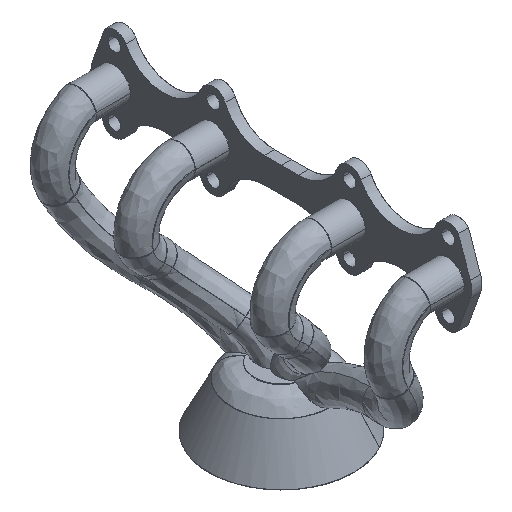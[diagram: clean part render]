
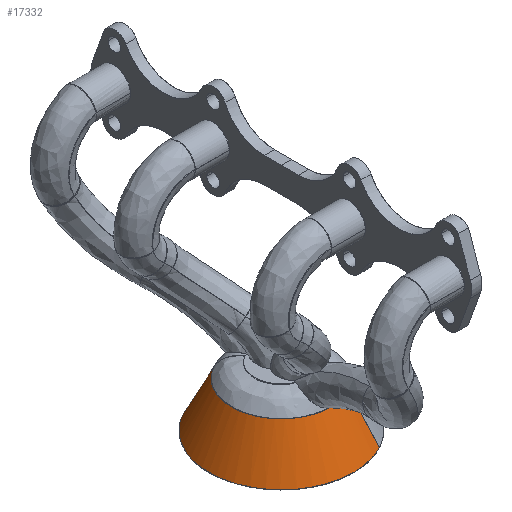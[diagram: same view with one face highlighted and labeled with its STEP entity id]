
A CAD part, isometric view. The second image highlights one B-rep face of the part: STEP entity #17332.
In plain terms, the highlighted free-form (B-spline) face has degree [2, 1] with [5, 2] control points.
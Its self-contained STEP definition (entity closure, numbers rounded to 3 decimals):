
#17332 = ADVANCED_FACE('',(#17333),#17409,.T.);
#17333 = FACE_BOUND('',#17334,.T.);
#17334 = EDGE_LOOP('',(#17335,#17369,#17376,#17386,#17396,#17404));
#17335 = ORIENTED_EDGE('',*,*,#17336,.T.);
#17336 = EDGE_CURVE('',#17337,#17339,#17341,.T.);
#17337 = VERTEX_POINT('',#17338);
#17338 = CARTESIAN_POINT('',(52.668,-96.408,
    -329.57));
#17339 = VERTEX_POINT('',#17340);
#17340 = CARTESIAN_POINT('',(-52.668,96.408,
    -329.57));
#17341 = B_SPLINE_CURVE_WITH_KNOTS('',5,(#17342,#17343,#17344,#17345,
    #17346,#17347,#17348,#17349,#17350,#17351,#17352,#17353,#17354,
    #17355,#17356,#17357,#17358,#17359,#17360,#17361,#17362,#17363,
    #17364,#17365,#17366,#17367,#17368),.UNSPECIFIED.,.F.,.F.,(6,3,3,3,3
    ,3,3,3,6),(0.,63.664,128.438,136.87,145.302,
    153.734,162.166,224.717,287.268),.UNSPECIFIED.);
#17342 = CARTESIAN_POINT('',(52.668,-96.408,
    -329.57));
#17343 = CARTESIAN_POINT('',(40.553,-103.027,
    -329.57));
#17344 = CARTESIAN_POINT('',(27.398,-107.742,
    -329.57));
#17345 = CARTESIAN_POINT('',(13.602,-110.336,
    -329.57));
#17346 = CARTESIAN_POINT('',(-14.58,-111.111,
    -329.57));
#17347 = CARTESIAN_POINT('',(-41.633,-103.132,
    -329.57));
#17348 = CARTESIAN_POINT('',(-54.514,-96.942,
    -329.57));
#17349 = CARTESIAN_POINT('',(-67.698,-87.744,
    -329.57));
#17350 = CARTESIAN_POINT('',(-78.892,-76.483,
    -329.57));
#17351 = CARTESIAN_POINT('',(-80.533,-74.795,
    -329.57));
#17352 = CARTESIAN_POINT('',(-84.588,-70.33,
    -329.57));
#17353 = CARTESIAN_POINT('',(-89.689,-63.661,
    -329.57));
#17354 = CARTESIAN_POINT('',(-92.378,-59.768,
    -329.57));
#17355 = CARTESIAN_POINT('',(-97.513,-51.205,
    -329.57));
#17356 = CARTESIAN_POINT('',(-101.647,-42.117,
    -329.57));
#17357 = CARTESIAN_POINT('',(-103.325,-37.693,
    -329.57));
#17358 = CARTESIAN_POINT('',(-105.919,-29.707,
    -329.57));
#17359 = CARTESIAN_POINT('',(-107.293,-23.835,
    -329.57));
#17360 = CARTESIAN_POINT('',(-107.751,-21.525,
    -329.57));
#17361 = CARTESIAN_POINT('',(-110.578,-6.392,
    -329.57));
#17362 = CARTESIAN_POINT('',(-110.745,9.182,
    -329.57));
#17363 = CARTESIAN_POINT('',(-108.757,22.822,
    -329.57));
#17364 = CARTESIAN_POINT('',(-100.636,49.042,
    -329.57));
#17365 = CARTESIAN_POINT('',(-84.989,71.594,
    -329.57));
#17366 = CARTESIAN_POINT('',(-75.471,81.566,
    -329.57));
#17367 = CARTESIAN_POINT('',(-64.572,89.906,
    -329.57));
#17368 = CARTESIAN_POINT('',(-52.668,96.408,
    -329.57));
#17369 = ORIENTED_EDGE('',*,*,#17370,.T.);
#17370 = EDGE_CURVE('',#17339,#17371,#17373,.T.);
#17371 = VERTEX_POINT('',#17372);
#17372 = CARTESIAN_POINT('',(-36.119,66.115,
    -260.533));
#17373 = B_SPLINE_CURVE_WITH_KNOTS('',1,(#17374,#17375),.UNSPECIFIED.,
  .F.,.F.,(2,2),(0.,59.721),.PIECEWISE_BEZIER_KNOTS.);
#17374 = CARTESIAN_POINT('',(-52.668,96.408,
    -329.57));
#17375 = CARTESIAN_POINT('',(-36.119,66.115,
    -260.533));
#17376 = ORIENTED_EDGE('',*,*,#17377,.T.);
#17377 = EDGE_CURVE('',#17371,#17378,#17380,.T.);
#17378 = VERTEX_POINT('',#17379);
#17379 = CARTESIAN_POINT('',(-1.599,-75.321,
    -260.533));
#17380 = ( BOUNDED_CURVE() B_SPLINE_CURVE(2,(#17381,#17382,#17383,#17384
,#17385),.UNSPECIFIED.,.F.,.F.) B_SPLINE_CURVE_WITH_KNOTS((3,2,3),(0.,
1.31,2.62),.PIECEWISE_BEZIER_KNOTS.) CURVE() 
GEOMETRIC_REPRESENTATION_ITEM() RATIONAL_B_SPLINE_CURVE((1.,
0.793,1.,0.793,1.)) REPRESENTATION_ITEM('') );
#17381 = CARTESIAN_POINT('',(-36.119,66.115,
    -260.533));
#17382 = CARTESIAN_POINT('',(-86.913,38.366,
    -260.533));
#17383 = CARTESIAN_POINT('',(-73.19,-17.863,
    -260.533));
#17384 = CARTESIAN_POINT('',(-59.466,-74.092,
    -260.533));
#17385 = CARTESIAN_POINT('',(-1.599,-75.321,
    -260.533));
#17386 = ORIENTED_EDGE('',*,*,#17387,.T.);
#17387 = EDGE_CURVE('',#17378,#17388,#17390,.T.);
#17388 = VERTEX_POINT('',#17389);
#17389 = CARTESIAN_POINT('',(11.413,-74.469,
    -260.533));
#17390 = B_SPLINE_CURVE_WITH_KNOTS('',4,(#17391,#17392,#17393,#17394,
    #17395),.UNSPECIFIED.,.F.,.F.,(5,5),(0.,14.927),
  .PIECEWISE_BEZIER_KNOTS.);
#17391 = CARTESIAN_POINT('',(-1.599,-75.321,
    -260.533));
#17392 = CARTESIAN_POINT('',(1.602,-75.72,
    -261.194));
#17393 = CARTESIAN_POINT('',(4.947,-75.721,
    -261.418));
#17394 = CARTESIAN_POINT('',(8.267,-75.283,
    -261.189));
#17395 = CARTESIAN_POINT('',(11.413,-74.469,
    -260.533));
#17396 = ORIENTED_EDGE('',*,*,#17397,.T.);
#17397 = EDGE_CURVE('',#17388,#17398,#17400,.T.);
#17398 = VERTEX_POINT('',#17399);
#17399 = CARTESIAN_POINT('',(36.119,-66.115,
    -260.533));
#17400 = ( BOUNDED_CURVE() B_SPLINE_CURVE(2,(#17401,#17402,#17403),
.UNSPECIFIED.,.F.,.F.) B_SPLINE_CURVE_WITH_KNOTS((3,3),(0.,
0.348),.PIECEWISE_BEZIER_KNOTS.) CURVE() 
GEOMETRIC_REPRESENTATION_ITEM() RATIONAL_B_SPLINE_CURVE((1.,
0.985,1.)) REPRESENTATION_ITEM('') );
#17401 = CARTESIAN_POINT('',(11.413,-74.469,
    -260.533));
#17402 = CARTESIAN_POINT('',(24.5,-72.463,
    -260.533));
#17403 = CARTESIAN_POINT('',(36.119,-66.115,
    -260.533));
#17404 = ORIENTED_EDGE('',*,*,#17405,.T.);
#17405 = EDGE_CURVE('',#17398,#17337,#17406,.T.);
#17406 = B_SPLINE_CURVE_WITH_KNOTS('',1,(#17407,#17408),.UNSPECIFIED.,
  .F.,.F.,(2,2),(0.,59.721),.PIECEWISE_BEZIER_KNOTS.);
#17407 = CARTESIAN_POINT('',(36.119,-66.115,
    -260.533));
#17408 = CARTESIAN_POINT('',(52.668,-96.408,
    -329.57));
#17409 = ( BOUNDED_SURFACE() B_SPLINE_SURFACE(2,1,(
    (#17410,#17411)
    ,(#17412,#17413)
    ,(#17414,#17415)
    ,(#17416,#17417)
    ,(#17418,#17419
)),.UNSPECIFIED.,.F.,.F.,.F.) B_SPLINE_SURFACE_WITH_KNOTS((3,2,3),(2,2),
  (0.,1.571,3.142),(0.001,59.723)
,.PIECEWISE_BEZIER_KNOTS.) GEOMETRIC_REPRESENTATION_ITEM() 
RATIONAL_B_SPLINE_SURFACE((
    (1.,1.)
    ,(0.707,0.707)
    ,(1.,1.)
    ,(0.707,0.707)
,(1.,1.))) REPRESENTATION_ITEM('') SURFACE() );
#17410 = CARTESIAN_POINT('',(-36.119,66.115,
    -260.533));
#17411 = CARTESIAN_POINT('',(-52.668,96.408,
    -329.57));
#17412 = CARTESIAN_POINT('',(-102.235,29.996,
    -260.533));
#17413 = CARTESIAN_POINT('',(-149.076,43.74,
    -329.57));
#17414 = CARTESIAN_POINT('',(-66.115,-36.119,
    -260.533));
#17415 = CARTESIAN_POINT('',(-96.408,-52.668,
    -329.57));
#17416 = CARTESIAN_POINT('',(-29.996,-102.235,
    -260.533));
#17417 = CARTESIAN_POINT('',(-43.74,-149.076,
    -329.57));
#17418 = CARTESIAN_POINT('',(36.119,-66.115,
    -260.533));
#17419 = CARTESIAN_POINT('',(52.668,-96.408,
    -329.57));
